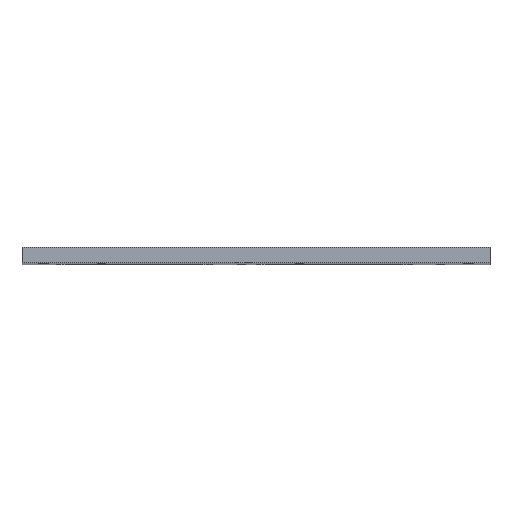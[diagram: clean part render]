
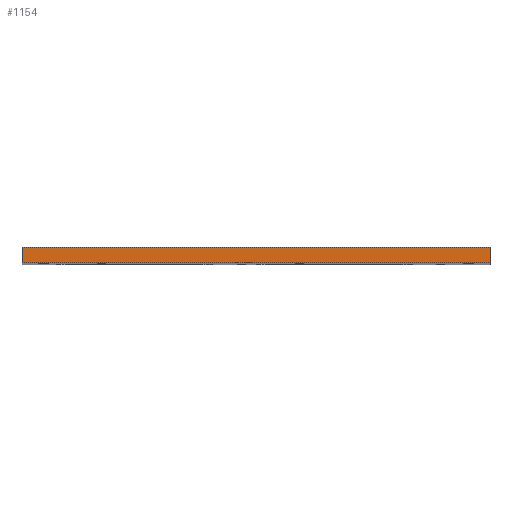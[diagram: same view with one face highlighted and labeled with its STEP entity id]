
A CAD part, top view. The second image highlights one B-rep face of the part: STEP entity #1154.
In plain terms, the highlighted planar face has unit normal (0, 0, 1).
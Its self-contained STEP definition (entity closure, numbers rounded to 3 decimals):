
#88=PLANE('',#1313);
#157=FACE_OUTER_BOUND('',#234,.T.);
#234=EDGE_LOOP('',(#965,#966,#967,#968));
#341=LINE('',#1983,#415);
#344=LINE('',#1989,#418);
#345=LINE('',#1991,#419);
#346=LINE('',#1992,#420);
#415=VECTOR('',#1663,10.);
#418=VECTOR('',#1668,10.);
#419=VECTOR('',#1669,10.);
#420=VECTOR('',#1670,10.);
#595=VERTEX_POINT('',#1980);
#596=VERTEX_POINT('',#1982);
#598=VERTEX_POINT('',#1988);
#599=VERTEX_POINT('',#1990);
#741=EDGE_CURVE('',#595,#596,#341,.T.);
#744=EDGE_CURVE('',#595,#598,#344,.T.);
#745=EDGE_CURVE('',#598,#599,#345,.F.);
#746=EDGE_CURVE('',#599,#596,#346,.T.);
#965=ORIENTED_EDGE('',*,*,#744,.T.);
#966=ORIENTED_EDGE('',*,*,#745,.T.);
#967=ORIENTED_EDGE('',*,*,#746,.T.);
#968=ORIENTED_EDGE('',*,*,#741,.F.);
#1154=ADVANCED_FACE('',(#157),#88,.F.);
#1313=AXIS2_PLACEMENT_3D('',#1987,#1666,#1667);
#1663=DIRECTION('',(0.,-1.,0.));
#1666=DIRECTION('center_axis',(0.,0.,-1.));
#1667=DIRECTION('ref_axis',(1.,0.,0.));
#1668=DIRECTION('',(-1.,0.,0.));
#1669=DIRECTION('',(0.,1.,0.));
#1670=DIRECTION('',(1.,0.,0.));
#1980=CARTESIAN_POINT('',(74.95,-95.,296.63));
#1982=CARTESIAN_POINT('',(74.95,-100.,296.63));
#1983=CARTESIAN_POINT('',(74.95,-95.,296.63));
#1987=CARTESIAN_POINT('Origin',(-75.,-95.,296.63));
#1988=CARTESIAN_POINT('',(-74.95,-95.,296.63));
#1989=CARTESIAN_POINT('',(75.,-95.,296.63));
#1990=CARTESIAN_POINT('',(-74.95,-100.,296.63));
#1991=CARTESIAN_POINT('',(-74.95,-95.,296.63));
#1992=CARTESIAN_POINT('',(75.,-100.,296.63));
